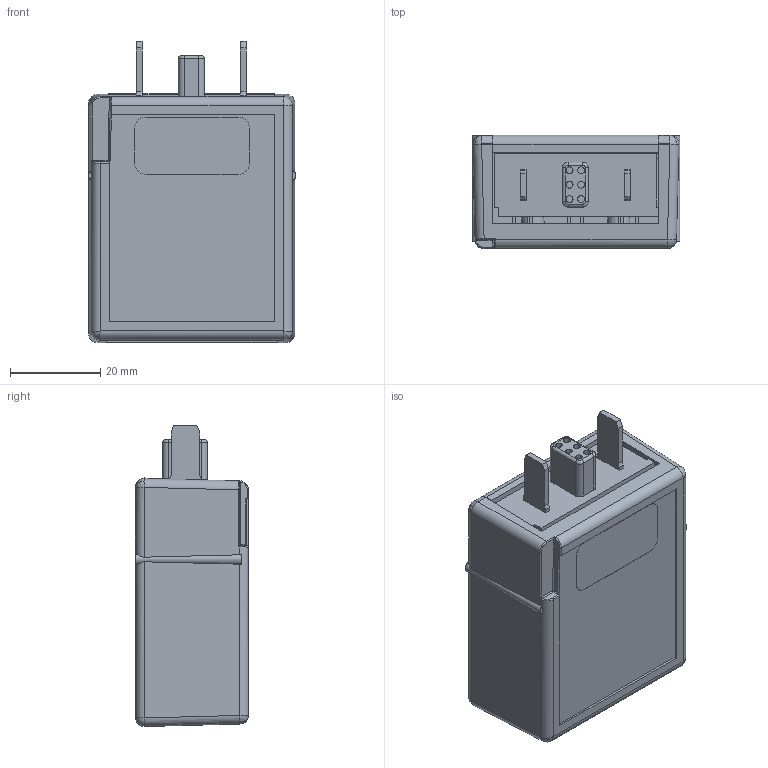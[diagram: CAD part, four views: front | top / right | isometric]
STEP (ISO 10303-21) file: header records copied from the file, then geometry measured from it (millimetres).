
FILE_DESCRIPTION (( 'STEP AP214' ), '1' );
FILE_NAME ('1000-850-E.STEP', '2019-01-09T22:54:07', ( '' ), ( '' ), 'SwSTEP 2.0', 'SolidWorks 2018', '' );
FILE_SCHEMA (( 'AUTOMOTIVE_DESIGN' ));
Length unit declared in the file: inch
Products named in the file (10): 1000-850-E; 2500-209; 2003-1188; 2102-195; 2004-072; 2003-1052; 2250-599; 2001-137; 2003-1187; 2107-225_Bent
Assembly tree (10 placements, depth 3):
  1000-850-E
    2001-137
    2004-072
    2102-195  x2
    2250-599
      2500-209
    2003-1187
    2003-1188
    2003-1052
    2107-225_Bent
Bounding box: 46 x 25 x 66.59 mm (x, y, z)
Volume: 26722.7 mm3; surface area: 30488.4 mm2
Topology: 27 solids, 27 shells, 1180 faces, 2979 edges, 1900 vertices
Faces by surface type: plane 539, cone 240, cylinder 210, bspline 145, torus 37, sphere 9
Entity records: 42437 total; most frequent: CARTESIAN_POINT 12893, ORIENTED_EDGE 5062, DIRECTION 4470, EDGE_CURVE 2531, VERTEX_POINT 1626, VECTOR 1604, LINE 1604, AXIS2_PLACEMENT_3D 1433
